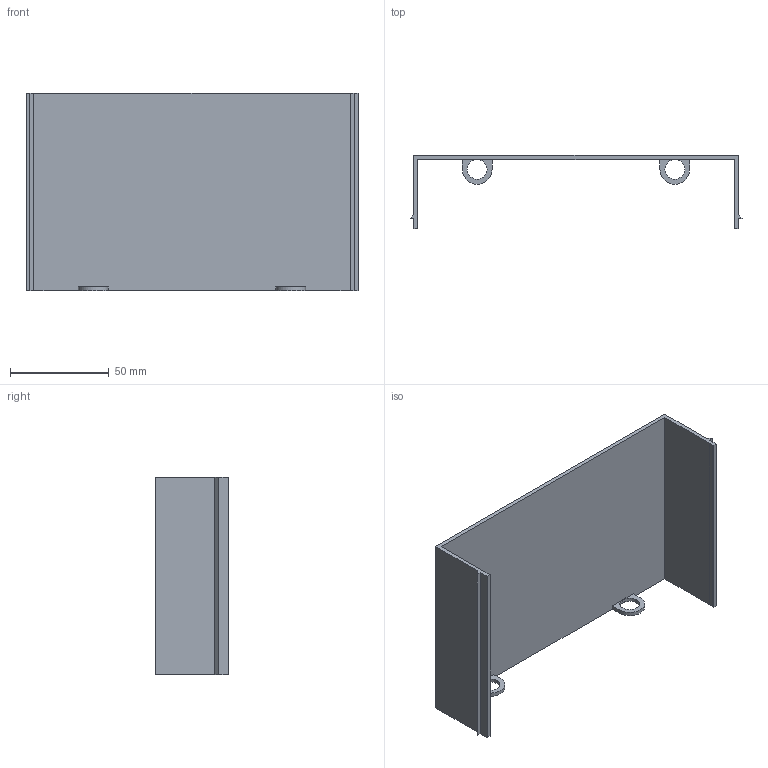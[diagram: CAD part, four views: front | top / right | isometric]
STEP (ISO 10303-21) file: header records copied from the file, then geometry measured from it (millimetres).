
FILE_DESCRIPTION(('FreeCAD Model'),'2;1');
FILE_NAME('Open CASCADE Shape Model','2024-12-06T08:24:28',(''),(''), 'Open CASCADE STEP processor 7.8','FreeCAD','Unknown');
FILE_SCHEMA(('AUTOMOTIVE_DESIGN { 1 0 10303 214 1 1 1 1 }'));
Length unit declared in the file: millimetre
Products named in the file (1): Guard1
Bounding box: 168 x 37 x 100 mm (x, y, z)
Volume: 47341.8 mm3; surface area: 50204.9 mm2
Topology: 1 solids, 1 shells, 40 faces, 108 edges, 68 vertices
Faces by surface type: plane 34, cylinder 6
Entity records: 2708 total; most frequent: CARTESIAN_POINT 505, DIRECTION 406, LINE 300, VECTOR 300, ORIENTED_EDGE 216, PCURVE 216, DEFINITIONAL_REPRESENTATION 216, EDGE_CURVE 108
